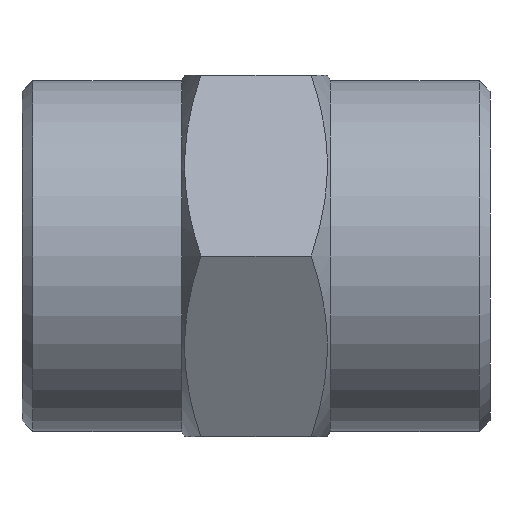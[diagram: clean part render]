
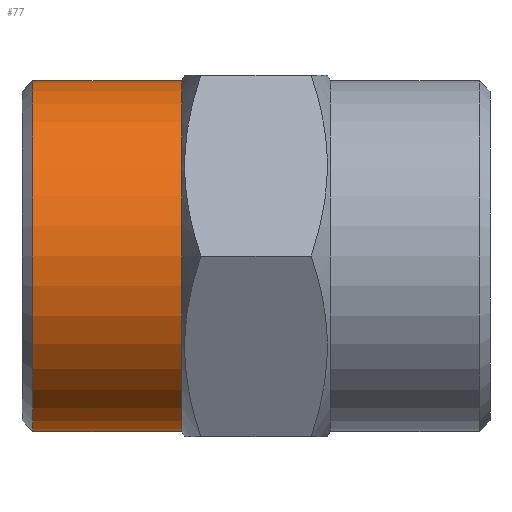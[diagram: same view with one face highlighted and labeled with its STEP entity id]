
A CAD part, left-side view. The second image highlights one B-rep face of the part: STEP entity #77.
In plain terms, the highlighted cylindrical face has radius 8.25 mm (diameter 16.5 mm), a full revolution.
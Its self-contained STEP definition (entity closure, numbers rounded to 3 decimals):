
#77 = ADVANCED_FACE( 'NONE', ( #98, #99 ), #100, .T. );
#98 = FACE_OUTER_BOUND( '', #143, .T. );
#99 = FACE_OUTER_BOUND( '', #144, .T. );
#100 = CYLINDRICAL_SURFACE( '', #145, 8.25 );
#143 = EDGE_LOOP( '', ( #195 ) );
#144 = EDGE_LOOP( '', ( #196 ) );
#145 = AXIS2_PLACEMENT_3D( '', #197, #198, #199 );
#195 = ORIENTED_EDGE( '', *, *, #304, .F. );
#196 = ORIENTED_EDGE( '', *, *, #305, .T. );
#197 = CARTESIAN_POINT( '', ( 0., -2.608, 0. ) );
#198 = DIRECTION( '', ( 0., 1., 0. ) );
#199 = DIRECTION( '', ( 0., 0., -1. ) );
#304 = EDGE_CURVE( 'NONE', #342, #342, #343, .T. );
#305 = EDGE_CURVE( 'NONE', #344, #344, #345, .T. );
#342 = VERTEX_POINT( '', #418 );
#343 = CIRCLE( '', #419, 8.25 );
#344 = VERTEX_POINT( '', #420 );
#345 = CIRCLE( '', #421, 8.25 );
#418 = CARTESIAN_POINT( '', ( 0., 14.5, -8.25 ) );
#419 = AXIS2_PLACEMENT_3D( '', #556, #557, #558 );
#420 = CARTESIAN_POINT( '', ( 0., 21.5, -8.25 ) );
#421 = AXIS2_PLACEMENT_3D( '', #559, #560, #561 );
#556 = CARTESIAN_POINT( '', ( 0., 14.5, 0. ) );
#557 = DIRECTION( '', ( 0., -1., 0. ) );
#558 = DIRECTION( '', ( 0., 0., -1. ) );
#559 = CARTESIAN_POINT( '', ( 0., 21.5, 0. ) );
#560 = DIRECTION( '', ( 0., -1., 0. ) );
#561 = DIRECTION( '', ( 0., 0., -1. ) );
